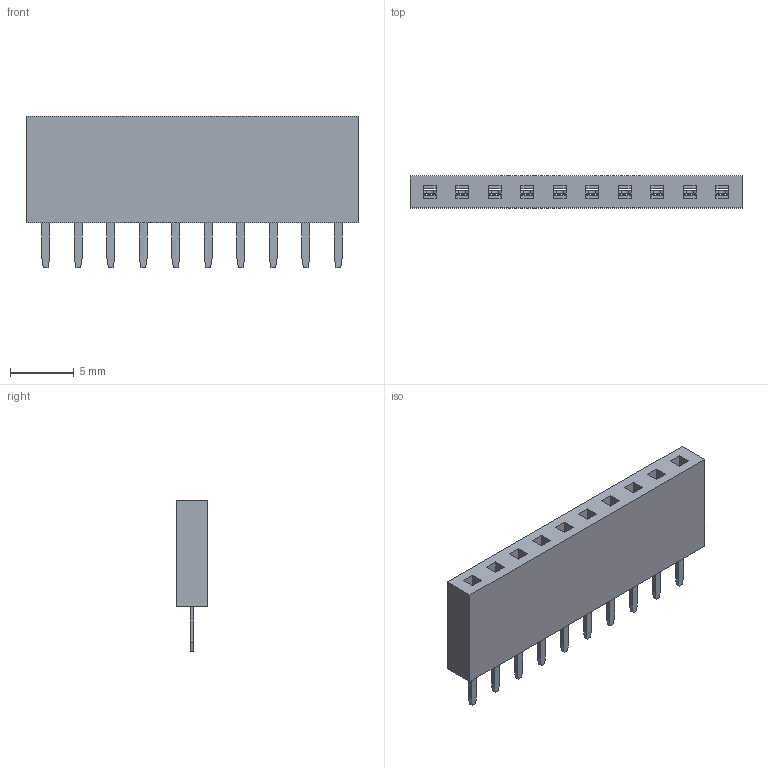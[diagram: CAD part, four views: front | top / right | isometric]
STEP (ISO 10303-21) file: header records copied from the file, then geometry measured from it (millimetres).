
FILE_DESCRIPTION (( 'STEP AP214' ), '1' );
FILE_NAME ('User Library-CN_MM_1X10_180G.STEP', '2020-04-14T14:49:08', ( '' ), ( '' ), 'SwSTEP 2.0', 'SolidWorks 2019', '' );
FILE_SCHEMA (( 'AUTOMOTIVE_DESIGN' ));
Length unit declared in the file: millimetre
Products named in the file (1): User Library-CN_MM_1X10_180G
Bounding box: 25.94 x 2.5 x 11.81 mm (x, y, z)
Volume: 456.6 mm3; surface area: 1342.2 mm2
Topology: 11 solids, 11 shells, 286 faces, 792 edges, 528 vertices
Faces by surface type: plane 276, cylinder 10
Entity records: 12266 total; most frequent: CARTESIAN_POINT 1607, ORIENTED_EDGE 1584, DIRECTION 1386, EDGE_CURVE 792, LINE 772, VECTOR 772, VERTEX_POINT 528, AXIS2_PLACEMENT_3D 307
